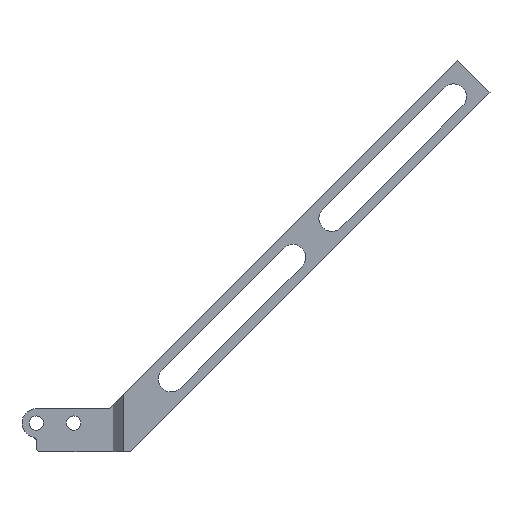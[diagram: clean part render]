
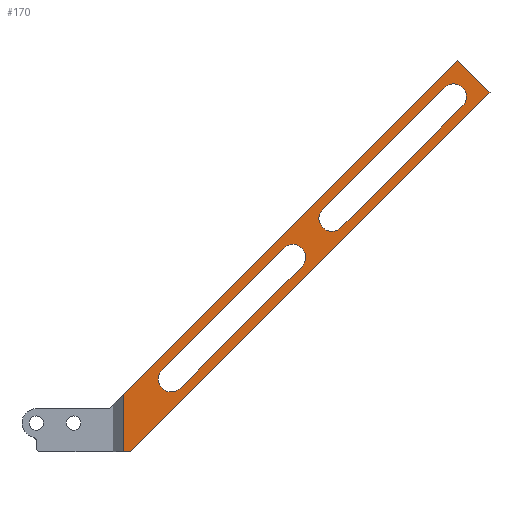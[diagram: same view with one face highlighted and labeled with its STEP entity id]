
A CAD part, front view. The second image highlights one B-rep face of the part: STEP entity #170.
In plain terms, the highlighted planar face has unit normal (0, -1, 0).
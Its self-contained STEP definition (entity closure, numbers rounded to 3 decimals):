
#17 = CARTESIAN_POINT ( 'NONE',  ( 57.831, 2.25, 45.306 ) ) ;
#23 = VECTOR ( 'NONE', #724, 1000. ) ;
#33 = EDGE_LOOP ( 'NONE', ( #204, #55, #1112, #963, #944 ) ) ;
#34 = EDGE_CURVE ( 'NONE', #216, #879, #966, .T. ) ;
#43 = CARTESIAN_POINT ( 'NONE',  ( 5.44, 2.25, -0.721 ) ) ;
#51 = EDGE_CURVE ( 'NONE', #110, #770, #824, .T. ) ;
#53 = VERTEX_POINT ( 'NONE', #994 ) ;
#55 = ORIENTED_EDGE ( 'NONE', *, *, #89, .F. ) ;
#71 = CIRCLE ( 'NONE', #881, 2.25 ) ;
#74 = ORIENTED_EDGE ( 'NONE', *, *, #188, .T. ) ;
#79 = EDGE_LOOP ( 'NONE', ( #956, #847, #787, #494, #297 ) ) ;
#83 = CARTESIAN_POINT ( 'NONE',  ( 26.654, 2.25, 20.492 ) ) ;
#85 = DIRECTION ( 'NONE',  ( 0., 1., 0. ) ) ;
#89 = EDGE_CURVE ( 'NONE', #1131, #879, #1165, .T. ) ;
#96 = CARTESIAN_POINT ( 'NONE',  ( 29.836, 2.25, 17.31 ) ) ;
#110 = VERTEX_POINT ( 'NONE', #362 ) ;
#111 = VECTOR ( 'NONE', #263, 1000. ) ;
#113 = CARTESIAN_POINT ( 'NONE',  ( 0., 2.25, 0. ) ) ;
#120 = VERTEX_POINT ( 'NONE', #902 ) ;
#161 = VECTOR ( 'NONE', #712, 1000. ) ;
#167 = EDGE_CURVE ( 'NONE', #313, #120, #563, .T. ) ;
#170 = ADVANCED_FACE ( 'NONE', ( #851, #1107, #372 ), #661, .T. ) ;
#177 = DIRECTION ( 'NONE',  ( 0., 0., 1. ) ) ;
#179 = VERTEX_POINT ( 'NONE', #43 ) ;
#181 = VECTOR ( 'NONE', #986, 1000. ) ;
#185 = EDGE_CURVE ( 'NONE', #770, #862, #71, .T. ) ;
#188 = EDGE_CURVE ( 'NONE', #671, #480, #539, .T. ) ;
#190 = DIRECTION ( 'NONE',  ( 0., 0., 1. ) ) ;
#191 = VECTOR ( 'NONE', #418, 1000. ) ;
#196 = CARTESIAN_POINT ( 'NONE',  ( -1.314, 2.25, -5. ) ) ;
#200 = CARTESIAN_POINT ( 'NONE',  ( 56.947, 2.25, 53.261 ) ) ;
#201 = CARTESIAN_POINT ( 'NONE',  ( 62.604, 2.25, 47.604 ) ) ;
#204 = ORIENTED_EDGE ( 'NONE', *, *, #34, .T. ) ;
#206 = CARTESIAN_POINT ( 'NONE',  ( 2.5, 2.25, -12.5 ) ) ;
#208 = DIRECTION ( 'NONE',  ( 0., 0., 1. ) ) ;
#216 = VERTEX_POINT ( 'NONE', #196 ) ;
#220 = EDGE_CURVE ( 'NONE', #1058, #386, #1025, .T. ) ;
#229 = VECTOR ( 'NONE', #570, 1000. ) ;
#239 = DIRECTION ( 'NONE',  ( 0., 0., 1. ) ) ;
#255 = EDGE_CURVE ( 'NONE', #862, #671, #387, .T. ) ;
#263 = DIRECTION ( 'NONE',  ( -1., 0., 0. ) ) ;
#287 = DIRECTION ( 'NONE',  ( 0., 0., 1. ) ) ;
#297 = ORIENTED_EDGE ( 'NONE', *, *, #634, .T. ) ;
#313 = VERTEX_POINT ( 'NONE', #83 ) ;
#315 = DIRECTION ( 'NONE',  ( 0., 1., 0. ) ) ;
#356 = LINE ( 'NONE', #648, #23 ) ;
#360 = LINE ( 'NONE', #96, #181 ) ;
#361 = CARTESIAN_POINT ( 'NONE',  ( 8.622, 2.25, -3.903 ) ) ;
#362 = CARTESIAN_POINT ( 'NONE',  ( 57.831, 2.25, 45.306 ) ) ;
#365 = DIRECTION ( 'NONE',  ( 0., 1., 0. ) ) ;
#371 = EDGE_CURVE ( 'NONE', #53, #681, #360, .T. ) ;
#372 = FACE_BOUND ( 'NONE', #79, .T. ) ;
#386 = VERTEX_POINT ( 'NONE', #997 ) ;
#387 = LINE ( 'NONE', #654, #540 ) ;
#396 = CARTESIAN_POINT ( 'NONE',  ( 35.027, 2.25, 25.684 ) ) ;
#418 = DIRECTION ( 'NONE',  ( 0.707, 0., 0.707 ) ) ;
#469 = CARTESIAN_POINT ( 'NONE',  ( 28.245, 2.25, 18.901 ) ) ;
#480 = VERTEX_POINT ( 'NONE', #490 ) ;
#481 = DIRECTION ( 'NONE',  ( 0.707, 0., 0.707 ) ) ;
#485 = AXIS2_PLACEMENT_3D ( 'NONE', #113, #1005, #572 ) ;
#489 = CARTESIAN_POINT ( 'NONE',  ( 56.24, 2.25, 46.897 ) ) ;
#490 = CARTESIAN_POINT ( 'NONE',  ( 56.24, 2.25, 49.147 ) ) ;
#494 = ORIENTED_EDGE ( 'NONE', *, *, #1166, .T. ) ;
#519 = CIRCLE ( 'NONE', #664, 2.25 ) ;
#529 = CARTESIAN_POINT ( 'NONE',  ( 56.24, 2.25, 46.897 ) ) ;
#539 = CIRCLE ( 'NONE', #706, 2.25 ) ;
#540 = VECTOR ( 'NONE', #481, 1000. ) ;
#550 = CARTESIAN_POINT ( 'NONE',  ( 54.578, 2.25, 48.414 ) ) ;
#563 = CIRCLE ( 'NONE', #995, 2.25 ) ;
#565 = DIRECTION ( 'NONE',  ( 0.707, 0., -0.707 ) ) ;
#570 = DIRECTION ( 'NONE',  ( -0.707, 0., -0.707 ) ) ;
#572 = DIRECTION ( 'NONE',  ( 0., 0., -1. ) ) ;
#578 = DIRECTION ( 'NONE',  ( 0., 1., 0. ) ) ;
#597 = LINE ( 'NONE', #870, #191 ) ;
#598 = VECTOR ( 'NONE', #1064, 1000. ) ;
#634 = EDGE_CURVE ( 'NONE', #179, #313, #356, .T. ) ;
#646 = CARTESIAN_POINT ( 'NONE',  ( 28.245, 2.25, 18.901 ) ) ;
#648 = CARTESIAN_POINT ( 'NONE',  ( 5.44, 2.25, -0.721 ) ) ;
#654 = CARTESIAN_POINT ( 'NONE',  ( 33.436, 2.25, 27.275 ) ) ;
#655 = EDGE_CURVE ( 'NONE', #120, #53, #887, .T. ) ;
#661 = PLANE ( 'NONE',  #485 ) ;
#664 = AXIS2_PLACEMENT_3D ( 'NONE', #529, #85, #177 ) ;
#671 = VERTEX_POINT ( 'NONE', #550 ) ;
#681 = VERTEX_POINT ( 'NONE', #361 ) ;
#688 = CARTESIAN_POINT ( 'NONE',  ( 7.031, 2.25, -2.312 ) ) ;
#693 = EDGE_LOOP ( 'NONE', ( #1156, #1076, #74, #897, #745 ) ) ;
#701 = CARTESIAN_POINT ( 'NONE',  ( 33.436, 2.25, 27.275 ) ) ;
#706 = AXIS2_PLACEMENT_3D ( 'NONE', #489, #831, #1017 ) ;
#710 = EDGE_CURVE ( 'NONE', #216, #1058, #597, .T. ) ;
#712 = DIRECTION ( 'NONE',  ( -0.707, 0., -0.707 ) ) ;
#724 = DIRECTION ( 'NONE',  ( 0.707, 0., 0.707 ) ) ;
#734 = AXIS2_PLACEMENT_3D ( 'NONE', #469, #365, #190 ) ;
#745 = ORIENTED_EDGE ( 'NONE', *, *, #51, .T. ) ;
#770 = VERTEX_POINT ( 'NONE', #1056 ) ;
#783 = CARTESIAN_POINT ( 'NONE',  ( -1.314, 2.25, -5. ) ) ;
#787 = ORIENTED_EDGE ( 'NONE', *, *, #371, .T. ) ;
#824 = LINE ( 'NONE', #17, #161 ) ;
#831 = DIRECTION ( 'NONE',  ( 0., 1., 0. ) ) ;
#840 = DIRECTION ( 'NONE',  ( 0., 1., 0. ) ) ;
#847 = ORIENTED_EDGE ( 'NONE', *, *, #655, .T. ) ;
#851 = FACE_OUTER_BOUND ( 'NONE', #33, .T. ) ;
#862 = VERTEX_POINT ( 'NONE', #701 ) ;
#870 = CARTESIAN_POINT ( 'NONE',  ( 56.947, 2.25, 53.261 ) ) ;
#879 = VERTEX_POINT ( 'NONE', #1068 ) ;
#881 = AXIS2_PLACEMENT_3D ( 'NONE', #396, #840, #287 ) ;
#887 = CIRCLE ( 'NONE', #734, 2.25 ) ;
#896 = CARTESIAN_POINT ( 'NONE',  ( -1.314, 2.25, -15. ) ) ;
#897 = ORIENTED_EDGE ( 'NONE', *, *, #927, .T. ) ;
#902 = CARTESIAN_POINT ( 'NONE',  ( 28.245, 2.25, 21.151 ) ) ;
#927 = EDGE_CURVE ( 'NONE', #480, #110, #519, .T. ) ;
#944 = ORIENTED_EDGE ( 'NONE', *, *, #710, .F. ) ;
#956 = ORIENTED_EDGE ( 'NONE', *, *, #167, .T. ) ;
#963 = ORIENTED_EDGE ( 'NONE', *, *, #220, .F. ) ;
#966 = LINE ( 'NONE', #783, #598 ) ;
#986 = DIRECTION ( 'NONE',  ( -0.707, 0., -0.707 ) ) ;
#994 = CARTESIAN_POINT ( 'NONE',  ( 29.836, 2.25, 17.31 ) ) ;
#995 = AXIS2_PLACEMENT_3D ( 'NONE', #646, #578, #208 ) ;
#997 = CARTESIAN_POINT ( 'NONE',  ( 62.604, 2.25, 47.604 ) ) ;
#1003 = EDGE_CURVE ( 'NONE', #386, #1131, #1118, .T. ) ;
#1005 = DIRECTION ( 'NONE',  ( 0., -1., 0. ) ) ;
#1017 = DIRECTION ( 'NONE',  ( 0., 0., 1. ) ) ;
#1025 = LINE ( 'NONE', #201, #1148 ) ;
#1052 = CARTESIAN_POINT ( 'NONE',  ( 0., 2.25, -15. ) ) ;
#1056 = CARTESIAN_POINT ( 'NONE',  ( 36.618, 2.25, 24.093 ) ) ;
#1058 = VERTEX_POINT ( 'NONE', #200 ) ;
#1064 = DIRECTION ( 'NONE',  ( 0., 0., -1. ) ) ;
#1068 = CARTESIAN_POINT ( 'NONE',  ( -1.314, 2.25, -15. ) ) ;
#1076 = ORIENTED_EDGE ( 'NONE', *, *, #255, .T. ) ;
#1078 = AXIS2_PLACEMENT_3D ( 'NONE', #688, #315, #239 ) ;
#1107 = FACE_BOUND ( 'NONE', #693, .T. ) ;
#1112 = ORIENTED_EDGE ( 'NONE', *, *, #1003, .F. ) ;
#1118 = LINE ( 'NONE', #206, #229 ) ;
#1131 = VERTEX_POINT ( 'NONE', #1052 ) ;
#1139 = CIRCLE ( 'NONE', #1078, 2.25 ) ;
#1148 = VECTOR ( 'NONE', #565, 1000. ) ;
#1156 = ORIENTED_EDGE ( 'NONE', *, *, #185, .T. ) ;
#1165 = LINE ( 'NONE', #896, #111 ) ;
#1166 = EDGE_CURVE ( 'NONE', #681, #179, #1139, .T. ) ;
